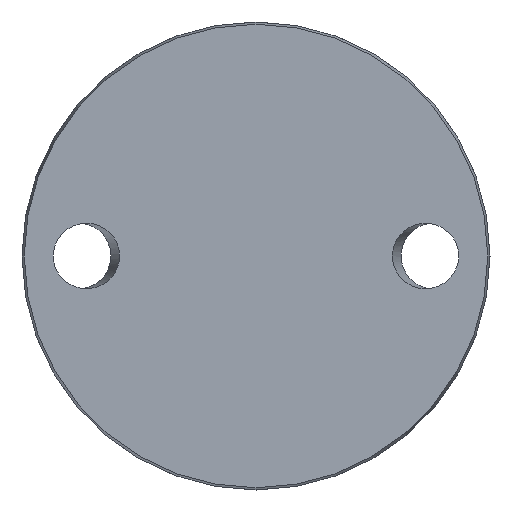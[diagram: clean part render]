
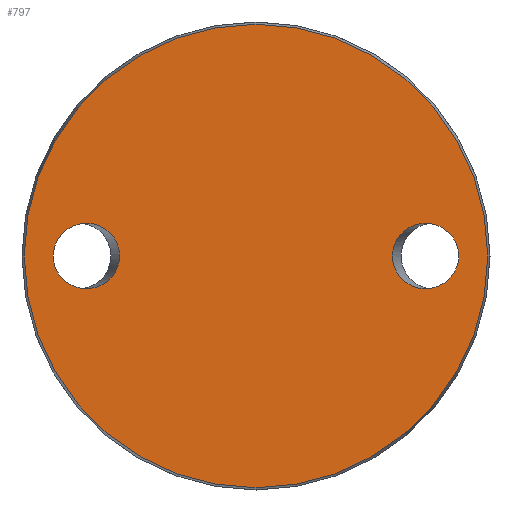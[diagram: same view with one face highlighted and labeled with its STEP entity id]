
A CAD part, front view. The second image highlights one B-rep face of the part: STEP entity #797.
In plain terms, the highlighted planar face has unit normal (0, -1, 0).
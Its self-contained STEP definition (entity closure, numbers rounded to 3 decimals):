
#31 = FACE_OUTER_BOUND ( 'NONE', #334, .T. ) ;
#35 = EDGE_CURVE ( 'NONE', #118, #118, #321, .T. ) ;
#90 = CIRCLE ( 'NONE', #842, 58.425 ) ;
#108 = VERTEX_POINT ( 'NONE', #420 ) ;
#109 = DIRECTION ( 'NONE',  ( 0., 1., 0. ) ) ;
#118 = VERTEX_POINT ( 'NONE', #862 ) ;
#133 = CARTESIAN_POINT ( 'NONE',  ( 51.115, 0., 0. ) ) ;
#146 = CARTESIAN_POINT ( 'NONE',  ( 34.385, 0., 16.5 ) ) ;
#160 = EDGE_CURVE ( 'NONE', #108, #108, #556, .T. ) ;
#164 = DIRECTION ( 'NONE',  ( 0., 0., -1. ) ) ;
#185 = CARTESIAN_POINT ( 'NONE',  ( -58.425, 0., 0. ) ) ;
#187 = CARTESIAN_POINT ( 'NONE',  ( -34.385, 0., 16.5 ) ) ;
#199 = FACE_BOUND ( 'NONE', #988, .T. ) ;
#217 = CARTESIAN_POINT ( 'NONE',  ( 0., 0., 0. ) ) ;
#293 = CARTESIAN_POINT ( 'NONE',  ( 34.385, 0., 0. ) ) ;
#321 =( BOUNDED_CURVE ( )  B_SPLINE_CURVE ( 3, ( #892, #338, #187, #796, #497, #968, #425 ),
 .UNSPECIFIED., .T., .F. ) 
 B_SPLINE_CURVE_WITH_KNOTS ( ( 4, 3, 4 ),
 ( 0., 3.142, 6.283 ),
 .UNSPECIFIED. ) 
 CURVE ( )  GEOMETRIC_REPRESENTATION_ITEM ( )  RATIONAL_B_SPLINE_CURVE ( ( 1., 0.333, 0.333, 1., 0.333, 0.333, 1. ) ) 
 REPRESENTATION_ITEM ( '' )  );
#334 = EDGE_LOOP ( 'NONE', ( #492 ) ) ;
#338 = CARTESIAN_POINT ( 'NONE',  ( -51.115, 0., 16.5 ) ) ;
#377 = ORIENTED_EDGE ( 'NONE', *, *, #35, .T. ) ;
#403 = VERTEX_POINT ( 'NONE', #484 ) ;
#420 = CARTESIAN_POINT ( 'NONE',  ( 34.385, 0., 0. ) ) ;
#425 = CARTESIAN_POINT ( 'NONE',  ( -51.115, 0., 0. ) ) ;
#484 = CARTESIAN_POINT ( 'NONE',  ( 0., 0., -58.425 ) ) ;
#486 = EDGE_CURVE ( 'NONE', #403, #403, #90, .T. ) ;
#492 = ORIENTED_EDGE ( 'NONE', *, *, #486, .T. ) ;
#495 = PLANE ( 'NONE',  #604 ) ;
#497 = CARTESIAN_POINT ( 'NONE',  ( -34.385, 0., -16.5 ) ) ;
#556 =( BOUNDED_CURVE ( )  B_SPLINE_CURVE ( 3, ( #834, #599, #977, #133, #689, #146, #293 ),
 .UNSPECIFIED., .T., .F. ) 
 B_SPLINE_CURVE_WITH_KNOTS ( ( 4, 3, 4 ),
 ( 0., 3.142, 6.283 ),
 .UNSPECIFIED. ) 
 CURVE ( )  GEOMETRIC_REPRESENTATION_ITEM ( )  RATIONAL_B_SPLINE_CURVE ( ( 1., 0.333, 0.333, 1., 0.333, 0.333, 1. ) ) 
 REPRESENTATION_ITEM ( '' )  );
#559 = DIRECTION ( 'NONE',  ( 0., 0., 1. ) ) ;
#568 = FACE_BOUND ( 'NONE', #813, .T. ) ;
#599 = CARTESIAN_POINT ( 'NONE',  ( 34.385, 0., -16.5 ) ) ;
#604 = AXIS2_PLACEMENT_3D ( 'NONE', #185, #109, #559 ) ;
#613 = ORIENTED_EDGE ( 'NONE', *, *, #160, .F. ) ;
#689 = CARTESIAN_POINT ( 'NONE',  ( 51.115, 0., 16.5 ) ) ;
#796 = CARTESIAN_POINT ( 'NONE',  ( -34.385, 0., 0. ) ) ;
#797 = ADVANCED_FACE ( 'NONE', ( #568, #199, #31 ), #495, .F. ) ;
#813 = EDGE_LOOP ( 'NONE', ( #377 ) ) ;
#826 = DIRECTION ( 'NONE',  ( 0., -1., 0. ) ) ;
#834 = CARTESIAN_POINT ( 'NONE',  ( 34.385, 0., 0. ) ) ;
#842 = AXIS2_PLACEMENT_3D ( 'NONE', #217, #826, #164 ) ;
#862 = CARTESIAN_POINT ( 'NONE',  ( -51.115, 0., 0. ) ) ;
#892 = CARTESIAN_POINT ( 'NONE',  ( -51.115, 0., 0. ) ) ;
#968 = CARTESIAN_POINT ( 'NONE',  ( -51.115, 0., -16.5 ) ) ;
#977 = CARTESIAN_POINT ( 'NONE',  ( 51.115, 0., -16.5 ) ) ;
#988 = EDGE_LOOP ( 'NONE', ( #613 ) ) ;
